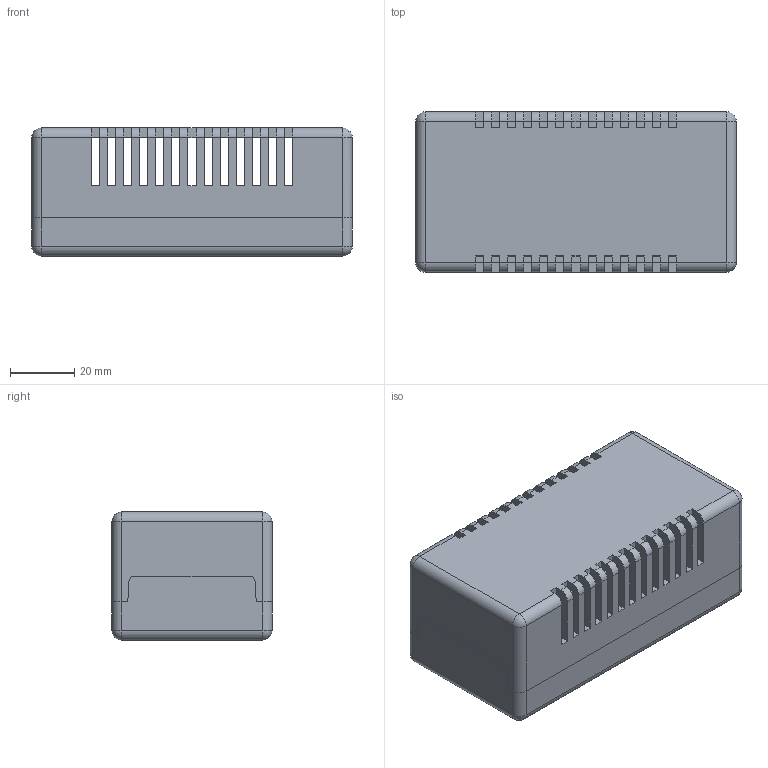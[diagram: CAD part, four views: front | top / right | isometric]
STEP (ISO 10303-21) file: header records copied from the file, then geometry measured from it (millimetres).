
FILE_DESCRIPTION((''),'2;1');
FILE_NAME('0501101700-MBPO_105040 LÜ So.stp','2016-01-20T10:04:04',('robin.rentz'),(''),'Autodesk Inventor 2012','Autodesk Inventor 2012','');
FILE_SCHEMA(('AUTOMOTIVE_DESIGN { 1 2 10303 214 0 1 1 1 }'));
Length unit declared in the file: millimetre
Products named in the file (3): 0501101700-MBPO_105040 LÜ So; 0501100302-UT_105025-40; 0501101711-OT_105040 LÜ-So
Assembly tree (2 placements, depth 2):
  0501101700-MBPO_105040 LÜ So
    0501100302-UT_105025-40
    0501101711-OT_105040 LÜ-So
Bounding box: 100 x 50 x 40 mm (x, y, z)
Volume: 59526.5 mm3; surface area: 47919.2 mm2
Topology: 2 solids, 2 shells, 404 faces, 1172 edges, 744 vertices
Faces by surface type: plane 272, cylinder 92, cone 32, sphere 8
Full cylindrical faces by diameter (mm): 2.4 x4, 4 x4, 4.5 x4, 6.5 x4, 7.2 x4, 8 x4, 9 x4
Entity records: 13087 total; most frequent: CARTESIAN_POINT 2279, ORIENTED_EDGE 2268, DIRECTION 2172, EDGE_CURVE 1134, VECTOR 914, LINE 914, VERTEX_POINT 736, AXIS2_PLACEMENT_3D 629
